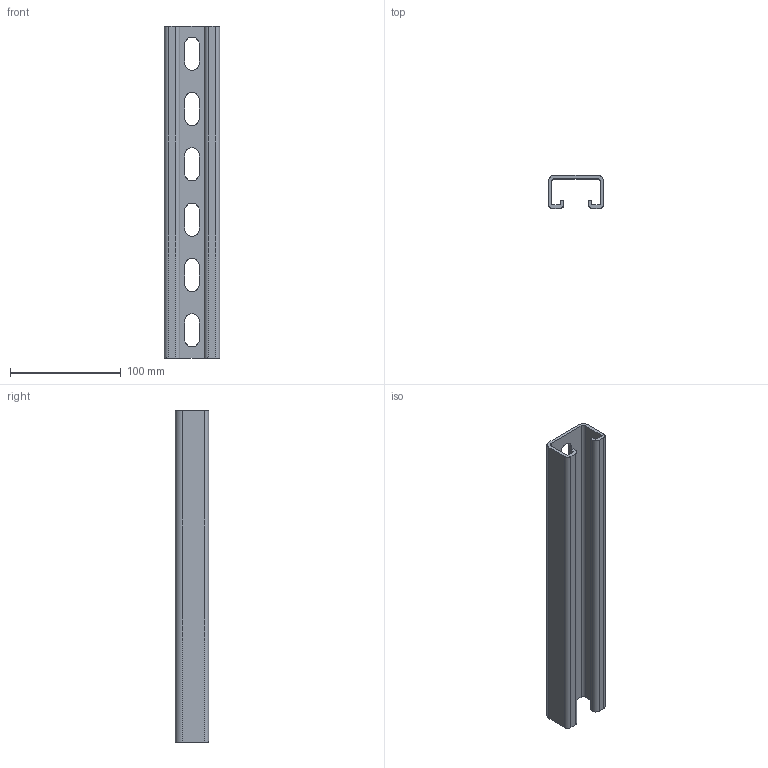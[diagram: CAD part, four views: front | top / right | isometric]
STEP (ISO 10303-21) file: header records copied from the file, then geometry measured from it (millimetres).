
FILE_DESCRIPTION(/* description */ (''),/* implementation_level */ '2;1');
FILE_NAME(/* name */ '1121243',/* time_stamp */ '2014-08-21T13:12:10+02:00',/* author */ (''),/* organization */ (''),/* preprocessor_version */ 'ST-DEVELOPER v15',/* originating_system */ '',/* authorisation */ '');
FILE_SCHEMA (('AUTOMOTIVE_DESIGN'));
Length unit declared in the file: millimetre
Products named in the file (1): Document
Bounding box: 50 x 30 x 300 mm (x, y, z)
Volume: 106635.9 mm3; surface area: 75677.8 mm2
Topology: 1 solids, 1 shells, 62 faces, 180 edges, 120 vertices
Faces by surface type: bspline 48, plane 14
Entity records: 2144 total; most frequent: CARTESIAN_POINT 1168, ORIENTED_EDGE 360, EDGE_CURVE 180, VERTEX_POINT 120, EDGE_LOOP 74, ADVANCED_FACE 62, FACE_OUTER_BOUND 62, B_SPLINE_CURVE_WITH_KNOTS 39
